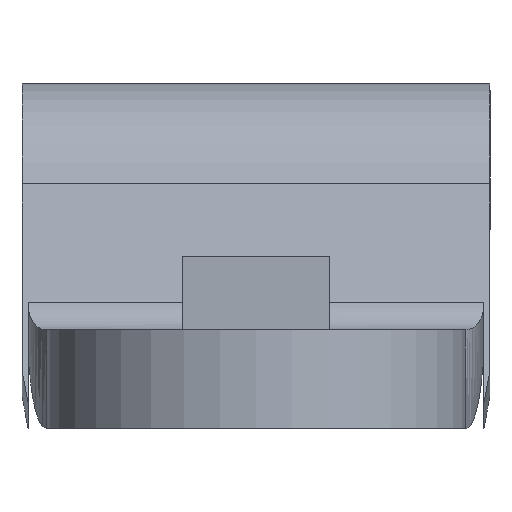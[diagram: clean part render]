
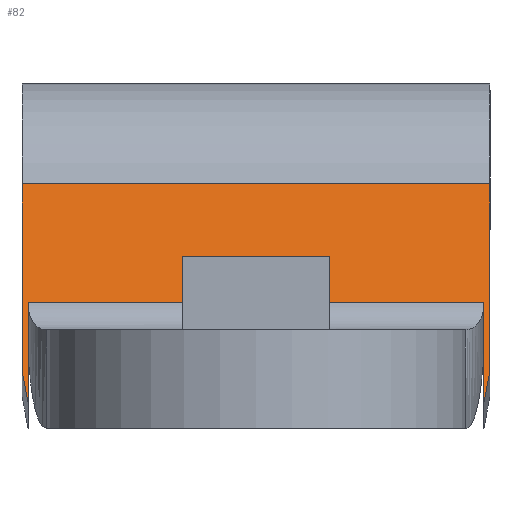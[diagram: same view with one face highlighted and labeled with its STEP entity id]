
A CAD part, left-side view. The second image highlights one B-rep face of the part: STEP entity #82.
In plain terms, the highlighted planar face has unit normal (-0.966, 0, 0.259).
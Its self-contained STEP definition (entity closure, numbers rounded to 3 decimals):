
#82=ADVANCED_FACE('',(#206),#207,.T.);
#206=FACE_OUTER_BOUND('',#373,.T.);
#207=PLANE('',#374);
#373=EDGE_LOOP('',(#625,#626,#627,#628,#629,#630,#631,#632));
#374=AXIS2_PLACEMENT_3D('',#633,#634,#635);
#625=ORIENTED_EDGE('',*,*,#1088,.T.);
#626=ORIENTED_EDGE('',*,*,#1089,.T.);
#627=ORIENTED_EDGE('',*,*,#1090,.T.);
#628=ORIENTED_EDGE('',*,*,#1091,.T.);
#629=ORIENTED_EDGE('',*,*,#1092,.F.);
#630=ORIENTED_EDGE('',*,*,#1093,.T.);
#631=ORIENTED_EDGE('',*,*,#1094,.F.);
#632=ORIENTED_EDGE('',*,*,#1095,.T.);
#633=CARTESIAN_POINT('',(9.348,0.,-20.834));
#634=DIRECTION('',(-0.966,0.0,0.259));
#635=DIRECTION('',(0.259,0.0,0.966));
#1088=EDGE_CURVE('',#1292,#1293,#1294,.T.);
#1089=EDGE_CURVE('',#1293,#1295,#1296,.T.);
#1090=EDGE_CURVE('',#1295,#1297,#1298,.T.);
#1091=EDGE_CURVE('',#1297,#1299,#1300,.T.);
#1092=EDGE_CURVE('',#1301,#1299,#1302,.F.);
#1093=EDGE_CURVE('',#1301,#1303,#1304,.T.);
#1094=EDGE_CURVE('',#1305,#1303,#1306,.T.);
#1095=EDGE_CURVE('',#1305,#1292,#1307,.T.);
#1292=VERTEX_POINT('',#1580);
#1293=VERTEX_POINT('',#1581);
#1294=LINE('',#1582,#1583);
#1295=VERTEX_POINT('',#1584);
#1296=LINE('',#1585,#1586);
#1297=VERTEX_POINT('',#1587);
#1298=LINE('',#1588,#1589);
#1299=VERTEX_POINT('',#1590);
#1300=LINE('',#1591,#1592);
#1301=VERTEX_POINT('',#1593);
#1302=LINE('',#1594,#1595);
#1303=VERTEX_POINT('',#1596);
#1304=LINE('',#1597,#1598);
#1305=VERTEX_POINT('',#1599);
#1306=LINE('',#1600,#1601);
#1307=LINE('',#1602,#1603);
#1580=CARTESIAN_POINT('',(14.492,-9.5,-1.636));
#1581=CARTESIAN_POINT('',(16.518,-9.5,5.924));
#1582=CARTESIAN_POINT('',(9.348,-9.5,-20.834));
#1583=VECTOR('',#1936,1.0);
#1584=CARTESIAN_POINT('',(16.518,9.5,5.924));
#1585=CARTESIAN_POINT('',(16.518,0.,5.924));
#1586=VECTOR('',#1937,1.0);
#1587=CARTESIAN_POINT('',(14.492,9.5,-1.636));
#1588=CARTESIAN_POINT('',(9.348,9.5,-20.834));
#1589=VECTOR('',#1938,1.0);
#1590=CARTESIAN_POINT('',(14.136,9.255,-2.965));
#1591=CARTESIAN_POINT('',(16.676,11.0,6.515));
#1592=VECTOR('',#1939,1.0);
#1593=CARTESIAN_POINT('',(15.229,9.255,1.112));
#1594=CARTESIAN_POINT('',(9.348,9.255,-20.834));
#1595=VECTOR('',#1940,1.0);
#1596=CARTESIAN_POINT('',(15.229,-9.255,1.112));
#1597=CARTESIAN_POINT('',(15.229,0.0,1.112));
#1598=VECTOR('',#1941,1.0);
#1599=CARTESIAN_POINT('',(14.136,-9.255,-2.965));
#1600=CARTESIAN_POINT('',(9.348,-9.255,-20.834));
#1601=VECTOR('',#1942,1.0);
#1602=CARTESIAN_POINT('',(11.289,-7.3,-13.59));
#1603=VECTOR('',#1943,1.0);
#1936=DIRECTION('',(0.259,0.0,0.966));
#1937=DIRECTION('',(0.0,1.0,0.0));
#1938=DIRECTION('',(-0.259,0.0,-0.966));
#1939=DIRECTION('',(-0.255,-0.175,-0.951));
#1940=DIRECTION('',(0.259,0.0,0.966));
#1941=DIRECTION('',(0.0,-1.0,0.0));
#1942=DIRECTION('',(0.259,0.0,0.966));
#1943=DIRECTION('',(0.255,-0.175,0.951));
